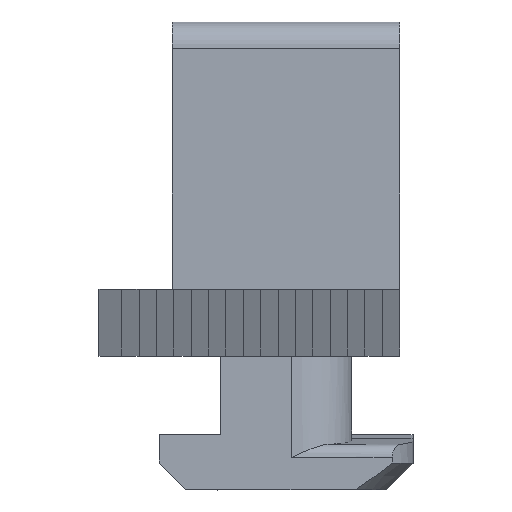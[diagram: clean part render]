
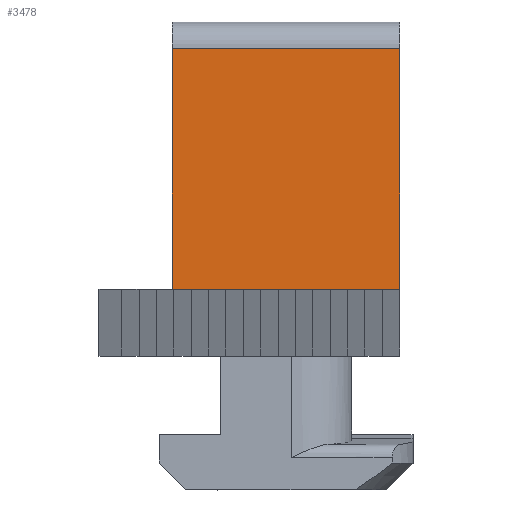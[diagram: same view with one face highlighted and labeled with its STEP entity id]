
A CAD part, top view. The second image highlights one B-rep face of the part: STEP entity #3478.
In plain terms, the highlighted planar face has unit normal (0, 0, 1).
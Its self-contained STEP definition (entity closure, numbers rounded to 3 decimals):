
#131 = CARTESIAN_POINT ( 'NONE',  ( -17., 5., 10. ) ) ;
#181 = CARTESIAN_POINT ( 'NONE',  ( -17., 5., 10. ) ) ;
#329 = FACE_OUTER_BOUND ( 'NONE', #2134, .T. ) ;
#470 = DIRECTION ( 'NONE',  ( 0., -1., 0. ) ) ;
#510 = CARTESIAN_POINT ( 'NONE',  ( 0., 5., 10. ) ) ;
#617 = VECTOR ( 'NONE', #3238, 1000. ) ;
#775 = VERTEX_POINT ( 'NONE', #1647 ) ;
#1096 = DIRECTION ( 'NONE',  ( -1., 0., 0. ) ) ;
#1098 = DIRECTION ( 'NONE',  ( 0., 0., -1. ) ) ;
#1105 = PLANE ( 'NONE',  #1444 ) ;
#1142 = CARTESIAN_POINT ( 'NONE',  ( 0., 23., 10. ) ) ;
#1287 = CARTESIAN_POINT ( 'NONE',  ( 0., 0., 10. ) ) ;
#1315 = LINE ( 'NONE', #2862, #617 ) ;
#1444 = AXIS2_PLACEMENT_3D ( 'NONE', #1287, #1098, #1096 ) ;
#1452 = ORIENTED_EDGE ( 'NONE', *, *, #7188, .F. ) ;
#1647 = CARTESIAN_POINT ( 'NONE',  ( 0., 23., 10. ) ) ;
#2134 = EDGE_LOOP ( 'NONE', ( #7265, #5688, #1452, #5224 ) ) ;
#2502 = DIRECTION ( 'NONE',  ( 0., 1., 0. ) ) ;
#2671 = EDGE_CURVE ( 'NONE', #3777, #6655, #1315, .T. ) ;
#2754 = LINE ( 'NONE', #3091, #4069 ) ;
#2862 = CARTESIAN_POINT ( 'NONE',  ( 0., 5., 10. ) ) ;
#3081 = CARTESIAN_POINT ( 'NONE',  ( -17., 23., 10. ) ) ;
#3091 = CARTESIAN_POINT ( 'NONE',  ( 0., 0., 10. ) ) ;
#3238 = DIRECTION ( 'NONE',  ( 1., 0., 0. ) ) ;
#3478 = ADVANCED_FACE ( 'NONE', ( #329 ), #1105, .F. ) ;
#3520 = DIRECTION ( 'NONE',  ( 1., 0., 0. ) ) ;
#3777 = VERTEX_POINT ( 'NONE', #181 ) ;
#3874 = EDGE_CURVE ( 'NONE', #6655, #775, #2754, .T. ) ;
#4063 = EDGE_CURVE ( 'NONE', #5632, #3777, #6379, .T. ) ;
#4069 = VECTOR ( 'NONE', #2502, 1000. ) ;
#5032 = VECTOR ( 'NONE', #3520, 1000. ) ;
#5224 = ORIENTED_EDGE ( 'NONE', *, *, #4063, .T. ) ;
#5632 = VERTEX_POINT ( 'NONE', #3081 ) ;
#5688 = ORIENTED_EDGE ( 'NONE', *, *, #3874, .T. ) ;
#6379 = LINE ( 'NONE', #131, #6803 ) ;
#6655 = VERTEX_POINT ( 'NONE', #510 ) ;
#6803 = VECTOR ( 'NONE', #470, 1000. ) ;
#7188 = EDGE_CURVE ( 'NONE', #5632, #775, #7270, .T. ) ;
#7265 = ORIENTED_EDGE ( 'NONE', *, *, #2671, .T. ) ;
#7270 = LINE ( 'NONE', #1142, #5032 ) ;
